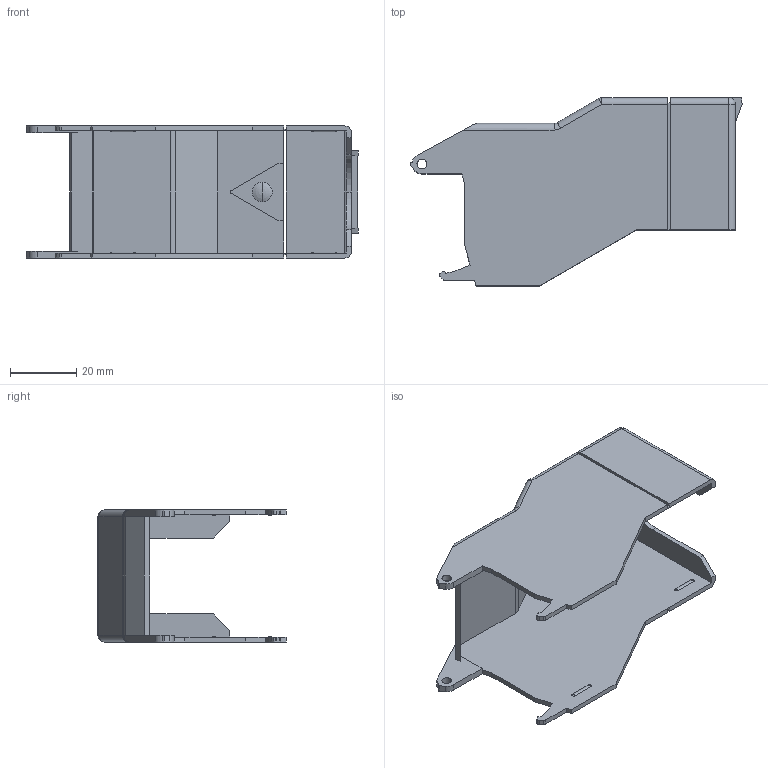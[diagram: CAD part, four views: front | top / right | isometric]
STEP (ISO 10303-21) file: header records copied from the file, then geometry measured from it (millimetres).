
FILE_DESCRIPTION (( 'STEP AP214' ), '1' );
FILE_NAME ('M017003.STEP', '2018-09-07T05:14:57', ( '' ), ( '' ), 'SwSTEP 2.0', 'SolidWorks 2018', '' );
FILE_SCHEMA (( 'AUTOMOTIVE_DESIGN' ));
Length unit declared in the file: millimetre
Products named in the file (1): M017003
Bounding box: 100.6 x 57 x 40 mm (x, y, z)
Volume: 17151.6 mm3; surface area: 23960.4 mm2
Topology: 1 solids, 1 shells, 151 faces, 423 edges, 270 vertices
Faces by surface type: plane 79, cylinder 50, torus 18, sphere 4
Entity records: 4883 total; most frequent: CARTESIAN_POINT 925, ORIENTED_EDGE 830, DIRECTION 819, EDGE_CURVE 415, LINE 283, VECTOR 283, VERTEX_POINT 270, AXIS2_PLACEMENT_3D 268
